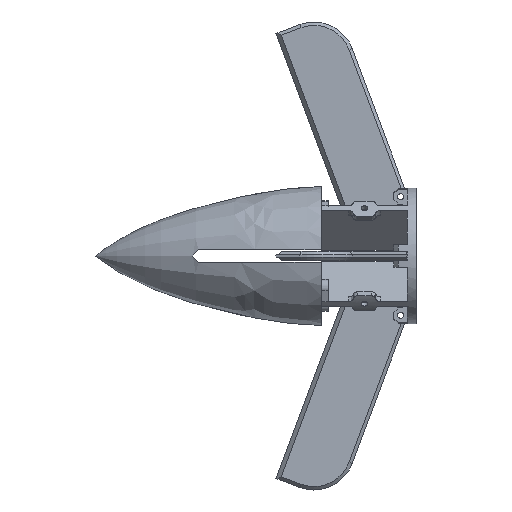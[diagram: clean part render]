
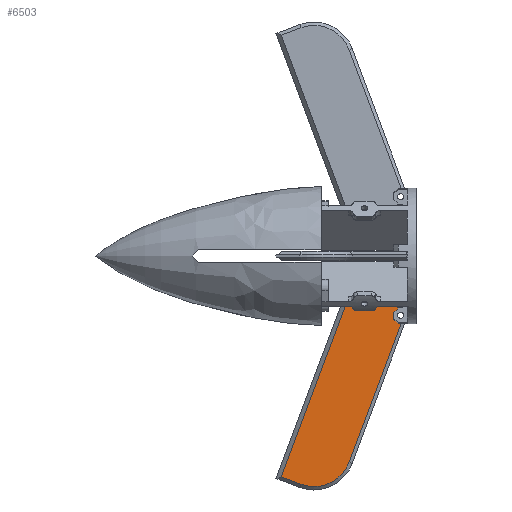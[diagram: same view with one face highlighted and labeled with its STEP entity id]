
A CAD part, left-side view. The second image highlights one B-rep face of the part: STEP entity #6503.
In plain terms, the highlighted face is planar.
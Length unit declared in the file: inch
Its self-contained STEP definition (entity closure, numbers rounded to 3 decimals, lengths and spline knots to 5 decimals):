
#348=FACE_BOUND('',#1142,.T.);
#349=FACE_BOUND('',#1143,.T.);
#483=PLANE('',#6944);
#778=FACE_OUTER_BOUND('',#1141,.T.);
#1141=EDGE_LOOP('',(#5538,#5539,#5540,#5541,#5542,#5543,#5544,#5545,#5546,
#5547,#5548,#5549,#5550,#5551,#5552,#5553,#5554));
#1142=EDGE_LOOP('',(#5555));
#1143=EDGE_LOOP('',(#5556));
#1684=LINE('',#11021,#2305);
#1687=LINE('',#11027,#2308);
#1688=LINE('',#11031,#2309);
#1689=LINE('',#11033,#2310);
#1690=LINE('',#11035,#2311);
#1691=LINE('',#11039,#2312);
#1692=LINE('',#11043,#2313);
#1693=LINE('',#11047,#2314);
#1694=LINE('',#11049,#2315);
#1695=LINE('',#11051,#2316);
#1696=LINE('',#11053,#2317);
#1697=LINE('',#11054,#2318);
#2305=VECTOR('',#8093,0.3937);
#2308=VECTOR('',#8098,0.3937);
#2309=VECTOR('',#8101,0.3937);
#2310=VECTOR('',#8102,0.3937);
#2311=VECTOR('',#8103,0.3937);
#2312=VECTOR('',#8106,0.3937);
#2313=VECTOR('',#8109,0.3937);
#2314=VECTOR('',#8112,0.3937);
#2315=VECTOR('',#8113,0.3937);
#2316=VECTOR('',#8114,0.3937);
#2317=VECTOR('',#8115,0.3937);
#2318=VECTOR('',#8116,0.3937);
#2605=CIRCLE('',#6941,0.075);
#2607=CIRCLE('',#6945,0.125);
#2608=CIRCLE('',#6946,0.825);
#2609=CIRCLE('',#6947,0.15);
#2610=CIRCLE('',#6948,0.125);
#2611=CIRCLE('',#6949,0.06693);
#2612=CIRCLE('',#6950,0.125);
#3067=VERTEX_POINT('',#11011);
#3068=VERTEX_POINT('',#11012);
#3071=VERTEX_POINT('',#11020);
#3073=VERTEX_POINT('',#11026);
#3074=VERTEX_POINT('',#11028);
#3075=VERTEX_POINT('',#11030);
#3076=VERTEX_POINT('',#11032);
#3077=VERTEX_POINT('',#11034);
#3078=VERTEX_POINT('',#11036);
#3079=VERTEX_POINT('',#11038);
#3080=VERTEX_POINT('',#11040);
#3081=VERTEX_POINT('',#11042);
#3082=VERTEX_POINT('',#11044);
#3083=VERTEX_POINT('',#11046);
#3084=VERTEX_POINT('',#11048);
#3085=VERTEX_POINT('',#11050);
#3086=VERTEX_POINT('',#11052);
#3087=VERTEX_POINT('',#11055);
#3088=VERTEX_POINT('',#11057);
#3928=EDGE_CURVE('',#3067,#3068,#2605,.T.);
#3932=EDGE_CURVE('',#3068,#3071,#1684,.T.);
#3935=EDGE_CURVE('',#3073,#3067,#1687,.T.);
#3936=EDGE_CURVE('',#3074,#3073,#2607,.T.);
#3937=EDGE_CURVE('',#3075,#3074,#1688,.T.);
#3938=EDGE_CURVE('',#3076,#3075,#1689,.T.);
#3939=EDGE_CURVE('',#3077,#3076,#1690,.T.);
#3940=EDGE_CURVE('',#3078,#3077,#2608,.T.);
#3941=EDGE_CURVE('',#3079,#3078,#1691,.T.);
#3942=EDGE_CURVE('',#3080,#3079,#2609,.T.);
#3943=EDGE_CURVE('',#3081,#3080,#1692,.T.);
#3944=EDGE_CURVE('',#3082,#3081,#2610,.T.);
#3945=EDGE_CURVE('',#3082,#3083,#1693,.T.);
#3946=EDGE_CURVE('',#3083,#3084,#1694,.T.);
#3947=EDGE_CURVE('',#3084,#3085,#1695,.T.);
#3948=EDGE_CURVE('',#3085,#3086,#1696,.T.);
#3949=EDGE_CURVE('',#3086,#3071,#1697,.T.);
#3950=EDGE_CURVE('',#3087,#3087,#2611,.T.);
#3951=EDGE_CURVE('',#3088,#3088,#2612,.T.);
#5538=ORIENTED_EDGE('',*,*,#3928,.F.);
#5539=ORIENTED_EDGE('',*,*,#3935,.F.);
#5540=ORIENTED_EDGE('',*,*,#3936,.F.);
#5541=ORIENTED_EDGE('',*,*,#3937,.F.);
#5542=ORIENTED_EDGE('',*,*,#3938,.F.);
#5543=ORIENTED_EDGE('',*,*,#3939,.F.);
#5544=ORIENTED_EDGE('',*,*,#3940,.F.);
#5545=ORIENTED_EDGE('',*,*,#3941,.F.);
#5546=ORIENTED_EDGE('',*,*,#3942,.F.);
#5547=ORIENTED_EDGE('',*,*,#3943,.F.);
#5548=ORIENTED_EDGE('',*,*,#3944,.F.);
#5549=ORIENTED_EDGE('',*,*,#3945,.T.);
#5550=ORIENTED_EDGE('',*,*,#3946,.T.);
#5551=ORIENTED_EDGE('',*,*,#3947,.T.);
#5552=ORIENTED_EDGE('',*,*,#3948,.T.);
#5553=ORIENTED_EDGE('',*,*,#3949,.T.);
#5554=ORIENTED_EDGE('',*,*,#3932,.F.);
#5555=ORIENTED_EDGE('',*,*,#3950,.T.);
#5556=ORIENTED_EDGE('',*,*,#3951,.T.);
#6503=ADVANCED_FACE('',(#778,#348,#349),#483,.F.);
#6941=AXIS2_PLACEMENT_3D('',#11013,#8085,#8086);
#6944=AXIS2_PLACEMENT_3D('',#11025,#8096,#8097);
#6945=AXIS2_PLACEMENT_3D('',#11029,#8099,#8100);
#6946=AXIS2_PLACEMENT_3D('',#11037,#8104,#8105);
#6947=AXIS2_PLACEMENT_3D('',#11041,#8107,#8108);
#6948=AXIS2_PLACEMENT_3D('',#11045,#8110,#8111);
#6949=AXIS2_PLACEMENT_3D('',#11056,#8117,#8118);
#6950=AXIS2_PLACEMENT_3D('',#11058,#8119,#8120);
#8085=DIRECTION('center_axis',(0.,0.,1.));
#8086=DIRECTION('ref_axis',(-0.707,-0.707,0.));
#8093=DIRECTION('',(1.,0.,0.));
#8096=DIRECTION('center_axis',(0.,0.,1.));
#8097=DIRECTION('ref_axis',(1.,0.,0.));
#8098=DIRECTION('',(0.,-1.,0.));
#8099=DIRECTION('center_axis',(0.,0.,-1.));
#8100=DIRECTION('ref_axis',(0.707,0.707,0.));
#8101=DIRECTION('',(1.,0.,0.));
#8102=DIRECTION('',(0.,-1.,0.));
#8103=DIRECTION('',(-1.,0.,0.));
#8104=DIRECTION('center_axis',(0.,0.,1.));
#8105=DIRECTION('ref_axis',(0.707,0.707,0.));
#8106=DIRECTION('',(0.,1.,0.));
#8107=DIRECTION('center_axis',(0.,0.,1.));
#8108=DIRECTION('ref_axis',(1.,0.,0.));
#8109=DIRECTION('',(1.,0.,0.));
#8110=DIRECTION('center_axis',(0.,0.,-1.));
#8111=DIRECTION('ref_axis',(-0.707,0.707,0.));
#8112=DIRECTION('',(0.,-1.,0.));
#8113=DIRECTION('',(-1.,0.,0.));
#8114=DIRECTION('',(0.,-1.,0.));
#8115=DIRECTION('',(1.,0.,0.));
#8116=DIRECTION('',(0.,-1.,0.));
#8117=DIRECTION('center_axis',(0.,0.,1.));
#8118=DIRECTION('ref_axis',(1.,0.,0.));
#8119=DIRECTION('center_axis',(0.,0.,1.));
#8120=DIRECTION('ref_axis',(1.,0.,0.));
#11011=CARTESIAN_POINT('',(0.4,-0.425,0.));
#11012=CARTESIAN_POINT('',(0.475,-0.5,0.));
#11013=CARTESIAN_POINT('Origin',(0.475,-0.425,0.));
#11020=CARTESIAN_POINT('',(0.775,-0.5,0.));
#11021=CARTESIAN_POINT('',(0.775,-0.5,0.));
#11025=CARTESIAN_POINT('Origin',(0.6825,2.25,0.));
#11026=CARTESIAN_POINT('',(0.4,-0.125,0.));
#11027=CARTESIAN_POINT('',(0.4,0.,0.));
#11028=CARTESIAN_POINT('',(0.275,0.,0.));
#11029=CARTESIAN_POINT('Origin',(0.275,-0.125,0.));
#11030=CARTESIAN_POINT('',(0.,0.,0.));
#11031=CARTESIAN_POINT('',(0.34125,0.,0.));
#11032=CARTESIAN_POINT('',(0.,4.425,0.));
#11033=CARTESIAN_POINT('',(0.,4.5,0.));
#11034=CARTESIAN_POINT('',(0.465,4.425,0.));
#11035=CARTESIAN_POINT('',(1.02375,4.425,0.));
#11036=CARTESIAN_POINT('',(1.29,3.6,0.));
#11037=CARTESIAN_POINT('Origin',(0.465,3.6,0.));
#11038=CARTESIAN_POINT('',(1.29,0.0201,0.));
#11039=CARTESIAN_POINT('',(1.29,1.125,0.));
#11040=CARTESIAN_POINT('',(1.215,0.,0.));
#11041=CARTESIAN_POINT('Origin',(1.215,0.15,0.));
#11042=CARTESIAN_POINT('',(0.9,0.,0.));
#11043=CARTESIAN_POINT('',(0.34125,0.,0.));
#11044=CARTESIAN_POINT('',(0.775,-0.125,0.));
#11045=CARTESIAN_POINT('Origin',(0.9,-0.125,0.));
#11046=CARTESIAN_POINT('',(0.775,-0.325,0.));
#11047=CARTESIAN_POINT('',(0.775,0.,0.));
#11048=CARTESIAN_POINT('',(0.64,-0.325,0.));
#11049=CARTESIAN_POINT('',(0.66125,-0.325,0.));
#11050=CARTESIAN_POINT('',(0.64,-0.4,0.));
#11051=CARTESIAN_POINT('',(0.64,0.925,0.));
#11052=CARTESIAN_POINT('',(0.775,-0.4,0.));
#11053=CARTESIAN_POINT('',(0.72875,-0.4,0.));
#11054=CARTESIAN_POINT('',(0.775,0.,0.));
#11055=CARTESIAN_POINT('',(1.14807,0.15,0.));
#11056=CARTESIAN_POINT('Origin',(1.215,0.15,0.));
#11057=CARTESIAN_POINT('',(0.175,0.2,0.));
#11058=CARTESIAN_POINT('Origin',(0.3,0.2,0.));
